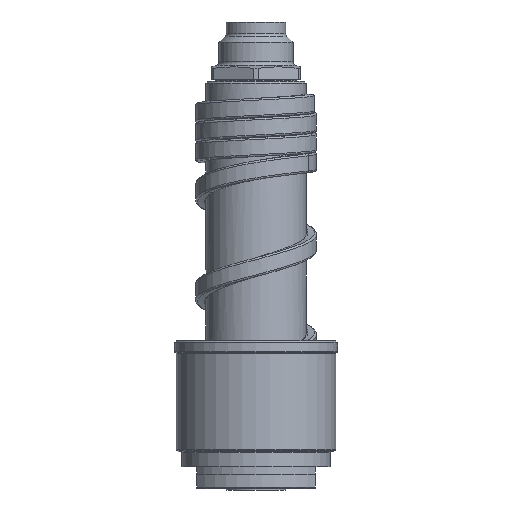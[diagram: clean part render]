
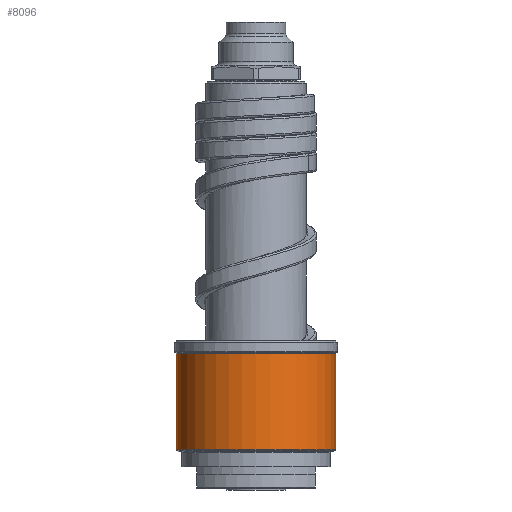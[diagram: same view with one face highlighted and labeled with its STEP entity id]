
A CAD part, front view. The second image highlights one B-rep face of the part: STEP entity #8096.
In plain terms, the highlighted cylindrical face has radius 21.5 mm (diameter 43 mm), a partial arc.
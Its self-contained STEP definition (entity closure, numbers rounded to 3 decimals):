
#1313=CARTESIAN_POINT('',(0.,0.,10.583));
#1314=DIRECTION('',(0.,0.,1.));
#1315=DIRECTION('',(-1.,0.,0.));
#1316=AXIS2_PLACEMENT_3D('',#1313,#1314,#1315);
#1318=DIRECTION('',(0.,0.,-1.));
#1319=VECTOR('',#1318,25.834);
#1320=CARTESIAN_POINT('',(-21.5,0.,36.417));
#1321=LINE('',#1320,#1319);
#1322=CARTESIAN_POINT('',(0.,0.,36.417));
#1323=DIRECTION('',(0.,0.,1.));
#1324=DIRECTION('',(-1.,0.,0.));
#1325=AXIS2_PLACEMENT_3D('',#1322,#1323,#1324);
#1327=DIRECTION('',(0.,0.,-1.));
#1328=VECTOR('',#1327,25.834);
#1329=CARTESIAN_POINT('',(21.5,0.,36.417));
#1330=LINE('',#1329,#1328);
#5981=CARTESIAN_POINT('',(21.5,0.,36.417));
#5982=CARTESIAN_POINT('',(-21.5,0.,36.417));
#5983=VERTEX_POINT('',#5981);
#5984=VERTEX_POINT('',#5982);
#6007=CARTESIAN_POINT('',(21.5,0.,10.583));
#6008=VERTEX_POINT('',#6007);
#6009=CARTESIAN_POINT('',(-21.5,0.,10.583));
#6010=VERTEX_POINT('',#6009);
#8082=CARTESIAN_POINT('',(0.,0.,8.5));
#8083=DIRECTION('',(0.,0.,1.));
#8084=DIRECTION('',(-1.,0.,0.));
#8085=AXIS2_PLACEMENT_3D('',#8082,#8083,#8084);
#8086=CYLINDRICAL_SURFACE('',#8085,21.5);
#8088=ORIENTED_EDGE('',*,*,#8087,.F.);
#8090=ORIENTED_EDGE('',*,*,#8089,.F.);
#8091=ORIENTED_EDGE('',*,*,#8072,.T.);
#8093=ORIENTED_EDGE('',*,*,#8092,.T.);
#8094=EDGE_LOOP('',(#8088,#8090,#8091,#8093));
#8095=FACE_OUTER_BOUND('',#8094,.F.);
#1317=CIRCLE('',#1316,21.5);
#1326=CIRCLE('',#1325,21.5);
#8072=EDGE_CURVE('',#5984,#5983,#1326,.T.);
#8087=EDGE_CURVE('',#6010,#6008,#1317,.T.);
#8089=EDGE_CURVE('',#5984,#6010,#1321,.T.);
#8092=EDGE_CURVE('',#5983,#6008,#1330,.T.);
#8096=ADVANCED_FACE('',(#8095),#8086,.T.);
